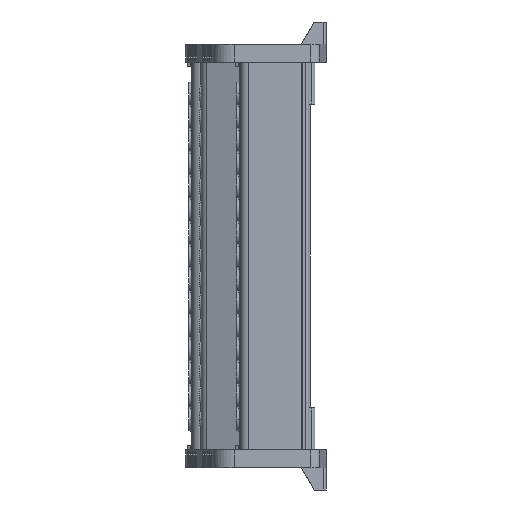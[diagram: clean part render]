
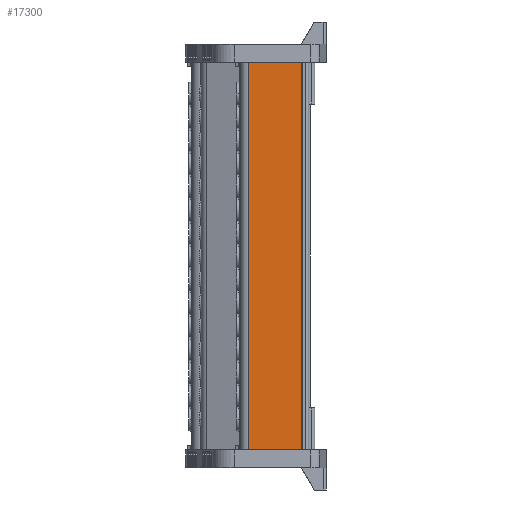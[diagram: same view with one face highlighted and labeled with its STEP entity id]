
A CAD part, left-side view. The second image highlights one B-rep face of the part: STEP entity #17300.
In plain terms, the highlighted planar face has unit normal (-1, 0.018, 0).
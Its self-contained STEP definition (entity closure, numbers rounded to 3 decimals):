
#14253 = VECTOR ( 'NONE', #26077, 1000. ) ;
#14983 = VERTEX_POINT ( 'NONE', #95825 ) ;
#15132 = VERTEX_POINT ( 'NONE', #95859 ) ;
#17300 = ADVANCED_FACE ( 'NONE', ( #98465 ), #98427, .F. ) ;
#26077 = DIRECTION ( 'NONE',  ( 0., 0., -1. ) ) ;
#26088 = CARTESIAN_POINT ( 'NONE',  ( -328.4, 194.182, -7.172 ) ) ;
#26108 = LINE ( 'NONE', #26088, #14253 ) ;
#28466 = EDGE_CURVE ( 'NONE', #14983, #15132, #26108, .T. ) ;
#30773 = EDGE_CURVE ( 'NONE', #104111, #15132, #62673, .T. ) ;
#30777 = EDGE_CURVE ( 'NONE', #14983, #104114, #62819, .T. ) ;
#30798 = EDGE_CURVE ( 'NONE', #104111, #104114, #62822, .T. ) ;
#44424 = ORIENTED_EDGE ( 'NONE', *, *, #30777, .T. ) ;
#44438 = ORIENTED_EDGE ( 'NONE', *, *, #30798, .F. ) ;
#44442 = ORIENTED_EDGE ( 'NONE', *, *, #30773, .T. ) ;
#44468 = ORIENTED_EDGE ( 'NONE', *, *, #28466, .F. ) ;
#55078 = EDGE_LOOP ( 'NONE', ( #44424, #44438, #44442, #44468 ) ) ;
#59863 = VECTOR ( 'NONE', #62709, 1000. ) ;
#59885 = VECTOR ( 'NONE', #62828, 1000. ) ;
#59926 = VECTOR ( 'NONE', #62846, 1000. ) ;
#62673 = LINE ( 'NONE', #62707, #59863 ) ;
#62707 = CARTESIAN_POINT ( 'NONE',  ( -328.069, 213.132, -29.684 ) ) ;
#62709 = DIRECTION ( 'NONE',  ( -0.017, -1., 0. ) ) ;
#62757 = CARTESIAN_POINT ( 'NONE',  ( -328.4, 194.182, 100.307 ) ) ;
#62819 = LINE ( 'NONE', #62757, #59885 ) ;
#62822 = LINE ( 'NONE', #62858, #59926 ) ;
#62828 = DIRECTION ( 'NONE',  ( 0.017, 1., 0. ) ) ;
#62846 = DIRECTION ( 'NONE',  ( 0., 0., 1. ) ) ;
#62858 = CARTESIAN_POINT ( 'NONE',  ( -328.069, 213.132, 6.023 ) ) ;
#88781 = AXIS2_PLACEMENT_3D ( 'NONE', #98430, #98443, #98424 ) ;
#95145 = CARTESIAN_POINT ( 'NONE',  ( -328.069, 213.132, -29.684 ) ) ;
#95169 = CARTESIAN_POINT ( 'NONE',  ( -328.069, 213.132, 100.307 ) ) ;
#95825 = CARTESIAN_POINT ( 'NONE',  ( -328.4, 194.182, 100.307 ) ) ;
#95859 = CARTESIAN_POINT ( 'NONE',  ( -328.4, 194.182, -29.684 ) ) ;
#98424 = DIRECTION ( 'NONE',  ( 0.017, 1., 0. ) ) ;
#98427 = PLANE ( 'NONE',  #88781 ) ;
#98430 = CARTESIAN_POINT ( 'NONE',  ( -328., 217.129, -7.172 ) ) ;
#98443 = DIRECTION ( 'NONE',  ( 1., -0.017, 0. ) ) ;
#98465 = FACE_OUTER_BOUND ( 'NONE', #55078, .T. ) ;
#104111 = VERTEX_POINT ( 'NONE', #95145 ) ;
#104114 = VERTEX_POINT ( 'NONE', #95169 ) ;
